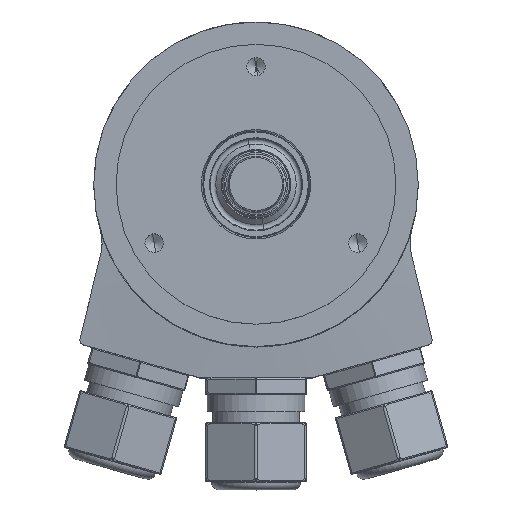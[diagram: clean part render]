
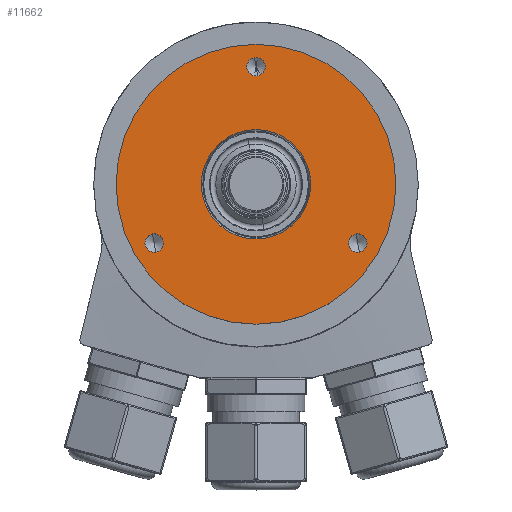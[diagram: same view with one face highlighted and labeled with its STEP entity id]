
A CAD part, top view. The second image highlights one B-rep face of the part: STEP entity #11662.
In plain terms, the highlighted planar face has unit normal (0, 0, 1).
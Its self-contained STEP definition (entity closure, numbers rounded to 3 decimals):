
#1539=CARTESIAN_POINT('',(0.,0.,30.5));
#1540=DIRECTION('',(0.,0.,1.));
#1541=DIRECTION('',(-0.985,-0.174,0.));
#1542=AXIS2_PLACEMENT_3D('',#1539,#1540,#1541);
#1544=CARTESIAN_POINT('',(0.,0.,30.5));
#1545=DIRECTION('',(0.,0.,1.));
#1546=DIRECTION('',(0.985,0.174,0.));
#1547=AXIS2_PLACEMENT_3D('',#1544,#1545,#1546);
#1549=CARTESIAN_POINT('',(0.,0.,30.5));
#1550=DIRECTION('',(0.,0.,-1.));
#1551=DIRECTION('',(0.174,-0.985,0.));
#1552=AXIS2_PLACEMENT_3D('',#1549,#1550,#1551);
#1554=CARTESIAN_POINT('',(0.,0.,30.5));
#1555=DIRECTION('',(0.,0.,-1.));
#1556=DIRECTION('',(-0.174,0.985,0.));
#1557=AXIS2_PLACEMENT_3D('',#1554,#1555,#1556);
#1559=CARTESIAN_POINT('',(0.,21.,30.5));
#1560=DIRECTION('',(0.,0.,1.));
#1561=DIRECTION('',(0.174,-0.985,0.));
#1562=AXIS2_PLACEMENT_3D('',#1559,#1560,#1561);
#1564=CARTESIAN_POINT('',(0.,21.,30.5));
#1565=DIRECTION('',(0.,0.,1.));
#1566=DIRECTION('',(-0.174,0.985,0.));
#1567=AXIS2_PLACEMENT_3D('',#1564,#1565,#1566);
#1569=CARTESIAN_POINT('',(18.187,-10.5,30.5));
#1570=DIRECTION('',(0.,0.,1.));
#1571=DIRECTION('',(0.174,-0.985,0.));
#1572=AXIS2_PLACEMENT_3D('',#1569,#1570,#1571);
#1574=CARTESIAN_POINT('',(18.187,-10.5,30.5));
#1575=DIRECTION('',(0.,0.,1.));
#1576=DIRECTION('',(-0.174,0.985,0.));
#1577=AXIS2_PLACEMENT_3D('',#1574,#1575,#1576);
#1579=CARTESIAN_POINT('',(-18.187,-10.5,30.5));
#1580=DIRECTION('',(0.,0.,1.));
#1581=DIRECTION('',(0.174,-0.985,0.));
#1582=AXIS2_PLACEMENT_3D('',#1579,#1580,#1581);
#1584=CARTESIAN_POINT('',(-18.187,-10.5,30.5));
#1585=DIRECTION('',(0.,0.,1.));
#1586=DIRECTION('',(-0.174,0.985,0.));
#1587=AXIS2_PLACEMENT_3D('',#1584,#1585,#1586);
#7980=CARTESIAN_POINT('',(1.696,-9.62,30.5));
#7981=CARTESIAN_POINT('',(-1.696,9.62,30.5));
#7982=VERTEX_POINT('',#7980);
#7983=VERTEX_POINT('',#7981);
#7988=CARTESIAN_POINT('',(-24.62,-4.341,30.5));
#7989=CARTESIAN_POINT('',(24.62,4.341,30.5));
#7990=VERTEX_POINT('',#7988);
#7991=VERTEX_POINT('',#7989);
#8030=CARTESIAN_POINT('',(0.287,19.375,30.5));
#8031=CARTESIAN_POINT('',(-0.287,22.625,30.5));
#8032=VERTEX_POINT('',#8030);
#8033=VERTEX_POINT('',#8031);
#8040=CARTESIAN_POINT('',(18.473,-12.125,30.5));
#8041=CARTESIAN_POINT('',(17.9,-8.875,30.5));
#8042=VERTEX_POINT('',#8040);
#8043=VERTEX_POINT('',#8041);
#8050=CARTESIAN_POINT('',(-17.9,-12.125,30.5));
#8051=CARTESIAN_POINT('',(-18.473,-8.875,30.5));
#8052=VERTEX_POINT('',#8050);
#8053=VERTEX_POINT('',#8051);
#11628=CARTESIAN_POINT('',(0.,0.,30.5));
#11629=DIRECTION('',(0.,0.,1.));
#11630=DIRECTION('',(-0.985,-0.174,0.));
#11631=AXIS2_PLACEMENT_3D('',#11628,#11629,#11630);
#11632=PLANE('',#11631);
#11633=ORIENTED_EDGE('',*,*,#11618,.F.);
#11635=ORIENTED_EDGE('',*,*,#11634,.F.);
#11636=EDGE_LOOP('',(#11633,#11635));
#11637=FACE_OUTER_BOUND('',#11636,.F.);
#11639=ORIENTED_EDGE('',*,*,#11638,.F.);
#11641=ORIENTED_EDGE('',*,*,#11640,.F.);
#11642=EDGE_LOOP('',(#11639,#11641));
#11643=FACE_BOUND('',#11642,.F.);
#11645=ORIENTED_EDGE('',*,*,#11644,.T.);
#11647=ORIENTED_EDGE('',*,*,#11646,.T.);
#11648=EDGE_LOOP('',(#11645,#11647));
#11649=FACE_BOUND('',#11648,.F.);
#11651=ORIENTED_EDGE('',*,*,#11650,.T.);
#11653=ORIENTED_EDGE('',*,*,#11652,.T.);
#11654=EDGE_LOOP('',(#11651,#11653));
#11655=FACE_BOUND('',#11654,.F.);
#11657=ORIENTED_EDGE('',*,*,#11656,.T.);
#11659=ORIENTED_EDGE('',*,*,#11658,.T.);
#11660=EDGE_LOOP('',(#11657,#11659));
#11661=FACE_BOUND('',#11660,.F.);
#1543=CIRCLE('',#1542,25.);
#1548=CIRCLE('',#1547,25.);
#1553=CIRCLE('',#1552,9.768);
#1558=CIRCLE('',#1557,9.768);
#1563=CIRCLE('',#1562,1.65);
#1568=CIRCLE('',#1567,1.65);
#1573=CIRCLE('',#1572,1.65);
#1578=CIRCLE('',#1577,1.65);
#1583=CIRCLE('',#1582,1.65);
#1588=CIRCLE('',#1587,1.65);
#11618=EDGE_CURVE('',#7990,#7991,#1543,.T.);
#11634=EDGE_CURVE('',#7991,#7990,#1548,.T.);
#11638=EDGE_CURVE('',#7982,#7983,#1553,.T.);
#11640=EDGE_CURVE('',#7983,#7982,#1558,.T.);
#11644=EDGE_CURVE('',#8032,#8033,#1563,.T.);
#11646=EDGE_CURVE('',#8033,#8032,#1568,.T.);
#11650=EDGE_CURVE('',#8042,#8043,#1573,.T.);
#11652=EDGE_CURVE('',#8043,#8042,#1578,.T.);
#11656=EDGE_CURVE('',#8052,#8053,#1583,.T.);
#11658=EDGE_CURVE('',#8053,#8052,#1588,.T.);
#11662=ADVANCED_FACE('',(#11637,#11643,#11649,#11655,#11661),#11632,.T.);
